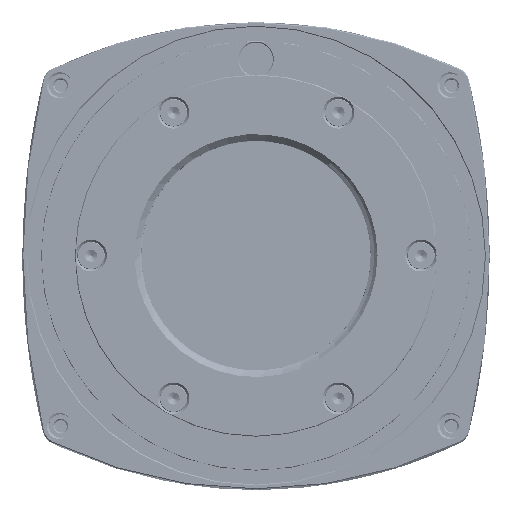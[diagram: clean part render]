
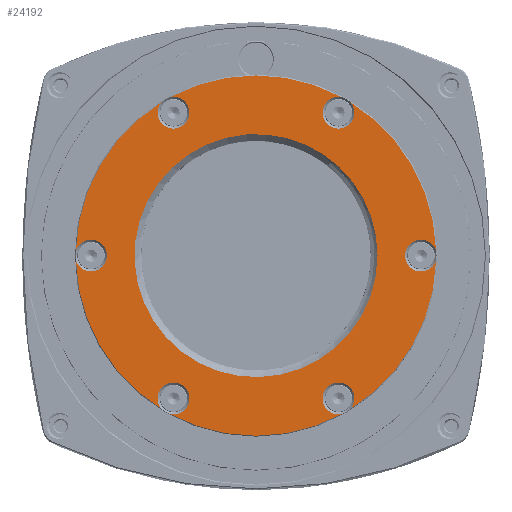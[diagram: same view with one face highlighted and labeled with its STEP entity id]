
A CAD part, top view. The second image highlights one B-rep face of the part: STEP entity #24192.
In plain terms, the highlighted face is planar.
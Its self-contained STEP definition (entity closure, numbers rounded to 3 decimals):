
#24192=ADVANCED_FACE('',(#28536,#28537),#26717,.F.);
#26717=PLANE('',#69673);
#28536=FACE_BOUND('',#30865,.T.);
#28537=FACE_BOUND('',#30866,.T.);
#30865=EDGE_LOOP('',(#39867,#39868,#39869,#39870,#39871,#39872,#39873,#39874,
#39875,#39876,#39877,#39878,#39879,#39880,#39881,#39882,#39883,#39884));
#30866=EDGE_LOOP('',(#39885));
#39867=ORIENTED_EDGE('',*,*,#59950,.T.);
#39868=ORIENTED_EDGE('',*,*,#59951,.T.);
#39869=ORIENTED_EDGE('',*,*,#59952,.T.);
#39870=ORIENTED_EDGE('',*,*,#59953,.T.);
#39871=ORIENTED_EDGE('',*,*,#59954,.T.);
#39872=ORIENTED_EDGE('',*,*,#59955,.T.);
#39873=ORIENTED_EDGE('',*,*,#59956,.T.);
#39874=ORIENTED_EDGE('',*,*,#59957,.T.);
#39875=ORIENTED_EDGE('',*,*,#59958,.T.);
#39876=ORIENTED_EDGE('',*,*,#59959,.T.);
#39877=ORIENTED_EDGE('',*,*,#59960,.T.);
#39878=ORIENTED_EDGE('',*,*,#59961,.T.);
#39879=ORIENTED_EDGE('',*,*,#59962,.T.);
#39880=ORIENTED_EDGE('',*,*,#59963,.T.);
#39881=ORIENTED_EDGE('',*,*,#59964,.T.);
#39882=ORIENTED_EDGE('',*,*,#59965,.T.);
#39883=ORIENTED_EDGE('',*,*,#59966,.T.);
#39884=ORIENTED_EDGE('',*,*,#59967,.T.);
#39885=ORIENTED_EDGE('',*,*,#59968,.T.);
#53067=VERTEX_POINT('',#168177);
#53068=VERTEX_POINT('',#168178);
#53069=VERTEX_POINT('',#168180);
#53070=VERTEX_POINT('',#168182);
#53071=VERTEX_POINT('',#168184);
#53072=VERTEX_POINT('',#168186);
#53073=VERTEX_POINT('',#168188);
#53074=VERTEX_POINT('',#168190);
#53075=VERTEX_POINT('',#168192);
#53076=VERTEX_POINT('',#168194);
#53077=VERTEX_POINT('',#168196);
#53078=VERTEX_POINT('',#168198);
#53079=VERTEX_POINT('',#168200);
#53080=VERTEX_POINT('',#168202);
#53081=VERTEX_POINT('',#168204);
#53082=VERTEX_POINT('',#168206);
#53083=VERTEX_POINT('',#168208);
#53084=VERTEX_POINT('',#168210);
#53085=VERTEX_POINT('',#168213);
#59950=EDGE_CURVE('',#53067,#53068,#66744,.T.);
#59951=EDGE_CURVE('',#53068,#53069,#66745,.T.);
#59952=EDGE_CURVE('',#53069,#53070,#66746,.T.);
#59953=EDGE_CURVE('',#53070,#53071,#66747,.T.);
#59954=EDGE_CURVE('',#53071,#53072,#66748,.T.);
#59955=EDGE_CURVE('',#53072,#53073,#66749,.T.);
#59956=EDGE_CURVE('',#53073,#53074,#66750,.T.);
#59957=EDGE_CURVE('',#53074,#53075,#66751,.T.);
#59958=EDGE_CURVE('',#53075,#53076,#66752,.T.);
#59959=EDGE_CURVE('',#53076,#53077,#66753,.T.);
#59960=EDGE_CURVE('',#53077,#53078,#66754,.T.);
#59961=EDGE_CURVE('',#53078,#53079,#66755,.T.);
#59962=EDGE_CURVE('',#53079,#53080,#66756,.T.);
#59963=EDGE_CURVE('',#53080,#53081,#66757,.T.);
#59964=EDGE_CURVE('',#53081,#53082,#66758,.T.);
#59965=EDGE_CURVE('',#53082,#53083,#66759,.T.);
#59966=EDGE_CURVE('',#53083,#53084,#66760,.T.);
#59967=EDGE_CURVE('',#53084,#53067,#66761,.T.);
#59968=EDGE_CURVE('',#53085,#53085,#66762,.T.);
#66744=CIRCLE('',#69654,1.7);
#66745=CIRCLE('',#69655,19.275);
#66746=CIRCLE('',#69656,1.7);
#66747=CIRCLE('',#69657,1.7);
#66748=CIRCLE('',#69658,19.275);
#66749=CIRCLE('',#69659,1.7);
#66750=CIRCLE('',#69660,1.7);
#66751=CIRCLE('',#69661,19.275);
#66752=CIRCLE('',#69662,1.7);
#66753=CIRCLE('',#69663,1.7);
#66754=CIRCLE('',#69664,19.275);
#66755=CIRCLE('',#69665,1.7);
#66756=CIRCLE('',#69666,1.7);
#66757=CIRCLE('',#69667,19.275);
#66758=CIRCLE('',#69668,1.7);
#66759=CIRCLE('',#69669,1.7);
#66760=CIRCLE('',#69670,19.275);
#66761=CIRCLE('',#69671,1.7);
#66762=CIRCLE('',#69672,13.);
#69654=AXIS2_PLACEMENT_3D('',#168176,#77836,#77837);
#69655=AXIS2_PLACEMENT_3D('',#168179,#77838,#77839);
#69656=AXIS2_PLACEMENT_3D('',#168181,#77840,#77841);
#69657=AXIS2_PLACEMENT_3D('',#168183,#77842,#77843);
#69658=AXIS2_PLACEMENT_3D('',#168185,#77844,#77845);
#69659=AXIS2_PLACEMENT_3D('',#168187,#77846,#77847);
#69660=AXIS2_PLACEMENT_3D('',#168189,#77848,#77849);
#69661=AXIS2_PLACEMENT_3D('',#168191,#77850,#77851);
#69662=AXIS2_PLACEMENT_3D('',#168193,#77852,#77853);
#69663=AXIS2_PLACEMENT_3D('',#168195,#77854,#77855);
#69664=AXIS2_PLACEMENT_3D('',#168197,#77856,#77857);
#69665=AXIS2_PLACEMENT_3D('',#168199,#77858,#77859);
#69666=AXIS2_PLACEMENT_3D('',#168201,#77860,#77861);
#69667=AXIS2_PLACEMENT_3D('',#168203,#77862,#77863);
#69668=AXIS2_PLACEMENT_3D('',#168205,#77864,#77865);
#69669=AXIS2_PLACEMENT_3D('',#168207,#77866,#77867);
#69670=AXIS2_PLACEMENT_3D('',#168209,#77868,#77869);
#69671=AXIS2_PLACEMENT_3D('',#168211,#77870,#77871);
#69672=AXIS2_PLACEMENT_3D('',#168212,#77872,#77873);
#69673=AXIS2_PLACEMENT_3D('',#168214,#77874,#77875);
#77836=DIRECTION('',(0.,0.,1.));
#77837=DIRECTION('',(1.,0.,0.));
#77838=DIRECTION('',(0.,0.,-1.));
#77839=DIRECTION('',(1.,0.,0.));
#77840=DIRECTION('',(0.,0.,1.));
#77841=DIRECTION('',(1.,0.,0.));
#77842=DIRECTION('',(0.,0.,1.));
#77843=DIRECTION('',(1.,0.,0.));
#77844=DIRECTION('',(0.,0.,-1.));
#77845=DIRECTION('',(1.,0.,0.));
#77846=DIRECTION('',(0.,0.,1.));
#77847=DIRECTION('',(1.,0.,0.));
#77848=DIRECTION('',(0.,0.,1.));
#77849=DIRECTION('',(1.,0.,0.));
#77850=DIRECTION('',(0.,0.,-1.));
#77851=DIRECTION('',(1.,0.,0.));
#77852=DIRECTION('',(0.,0.,1.));
#77853=DIRECTION('',(1.,0.,0.));
#77854=DIRECTION('',(0.,0.,1.));
#77855=DIRECTION('',(1.,0.,0.));
#77856=DIRECTION('',(0.,0.,-1.));
#77857=DIRECTION('',(1.,0.,0.));
#77858=DIRECTION('',(0.,0.,1.));
#77859=DIRECTION('',(1.,0.,0.));
#77860=DIRECTION('',(0.,0.,1.));
#77861=DIRECTION('',(1.,0.,0.));
#77862=DIRECTION('',(0.,0.,-1.));
#77863=DIRECTION('',(1.,0.,0.));
#77864=DIRECTION('',(0.,0.,1.));
#77865=DIRECTION('',(1.,0.,0.));
#77866=DIRECTION('',(0.,0.,1.));
#77867=DIRECTION('',(1.,0.,0.));
#77868=DIRECTION('',(0.,0.,-1.));
#77869=DIRECTION('',(1.,0.,0.));
#77870=DIRECTION('',(0.,0.,1.));
#77871=DIRECTION('',(1.,0.,0.));
#77872=DIRECTION('',(0.,0.,1.));
#77873=DIRECTION('',(1.,0.,0.));
#77874=DIRECTION('',(0.,0.,1.));
#77875=DIRECTION('',(1.,0.,0.));
#168176=CARTESIAN_POINT('',(17.65,0.,-6.));
#168177=CARTESIAN_POINT('',(18.5,1.472,-6.));
#168178=CARTESIAN_POINT('',(19.268,-0.522,-6.));
#168179=CARTESIAN_POINT('',(0.,0.,-6.));
#168180=CARTESIAN_POINT('',(10.086,-16.426,-6.));
#168181=CARTESIAN_POINT('',(8.825,-15.285,-6.));
#168182=CARTESIAN_POINT('',(10.525,-15.285,-6.));
#168183=CARTESIAN_POINT('',(8.825,-15.285,-6.));
#168184=CARTESIAN_POINT('',(9.182,-16.947,-6.));
#168185=CARTESIAN_POINT('',(0.,0.,-6.));
#168186=CARTESIAN_POINT('',(-9.182,-16.947,-6.));
#168187=CARTESIAN_POINT('',(-8.825,-15.285,-6.));
#168188=CARTESIAN_POINT('',(-7.975,-16.758,-6.));
#168189=CARTESIAN_POINT('',(-8.825,-15.285,-6.));
#168190=CARTESIAN_POINT('',(-10.086,-16.426,-6.));
#168191=CARTESIAN_POINT('',(0.,0.,-6.));
#168192=CARTESIAN_POINT('',(-19.268,-0.522,-6.));
#168193=CARTESIAN_POINT('',(-17.65,0.,-6.));
#168194=CARTESIAN_POINT('',(-18.5,-1.472,-6.));
#168195=CARTESIAN_POINT('',(-17.65,0.,-6.));
#168196=CARTESIAN_POINT('',(-19.268,0.522,-6.));
#168197=CARTESIAN_POINT('',(0.,0.,-6.));
#168198=CARTESIAN_POINT('',(-10.086,16.426,-6.));
#168199=CARTESIAN_POINT('',(-8.825,15.285,-6.));
#168200=CARTESIAN_POINT('',(-10.525,15.285,-6.));
#168201=CARTESIAN_POINT('',(-8.825,15.285,-6.));
#168202=CARTESIAN_POINT('',(-9.182,16.947,-6.));
#168203=CARTESIAN_POINT('',(0.,0.,-6.));
#168204=CARTESIAN_POINT('',(9.182,16.947,-6.));
#168205=CARTESIAN_POINT('',(8.825,15.285,-6.));
#168206=CARTESIAN_POINT('',(7.975,16.758,-6.));
#168207=CARTESIAN_POINT('',(8.825,15.285,-6.));
#168208=CARTESIAN_POINT('',(10.086,16.426,-6.));
#168209=CARTESIAN_POINT('',(0.,0.,-6.));
#168210=CARTESIAN_POINT('',(19.268,0.522,-6.));
#168211=CARTESIAN_POINT('',(17.65,0.,-6.));
#168212=CARTESIAN_POINT('',(0.,0.,-6.));
#168213=CARTESIAN_POINT('',(13.,0.,-6.));
#168214=CARTESIAN_POINT('',(8.825,0.,-6.));
